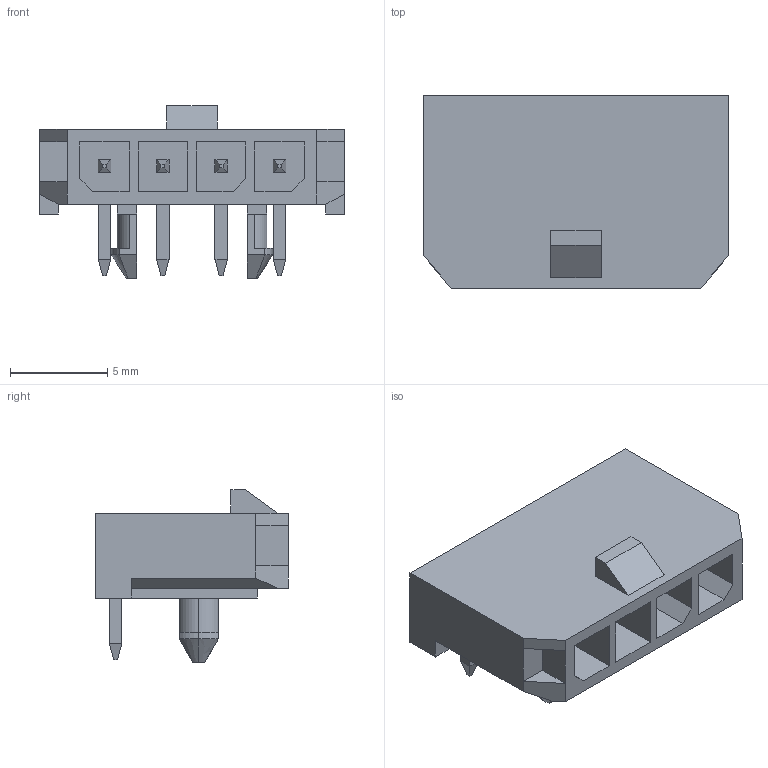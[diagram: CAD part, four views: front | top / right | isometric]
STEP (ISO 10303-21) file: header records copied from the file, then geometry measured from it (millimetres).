
FILE_DESCRIPTION(('STEP AP242'),'1');
FILE_NAME('0436500400.stp','2025-04-22T22:41:57',('TraceParts'),('TraceParts S.A.'),'Spatial InterOp 3D',' ',' ');
FILE_SCHEMA(('AP242_MANAGED_MODEL_BASED_3D_ENGINEERING_MIM_LF {1 0 10303 442 1 1 4}'));
Length unit declared in the file: millimetre
Products named in the file (1): 0436500400
Bounding box: 15.65 x 9.9 x 8.87 mm (x, y, z)
Volume: 449.7 mm3; surface area: 892.7 mm2
Topology: 1 solids, 1 shells, 164 faces, 389 edges, 242 vertices
Faces by surface type: plane 152, cylinder 8, cone 4
Entity records: 4622 total; most frequent: CARTESIAN_POINT 824, ORIENTED_EDGE 778, DIRECTION 735, EDGE_CURVE 389, LINE 365, VECTOR 365, VERTEX_POINT 242, AXIS2_PLACEMENT_3D 185
